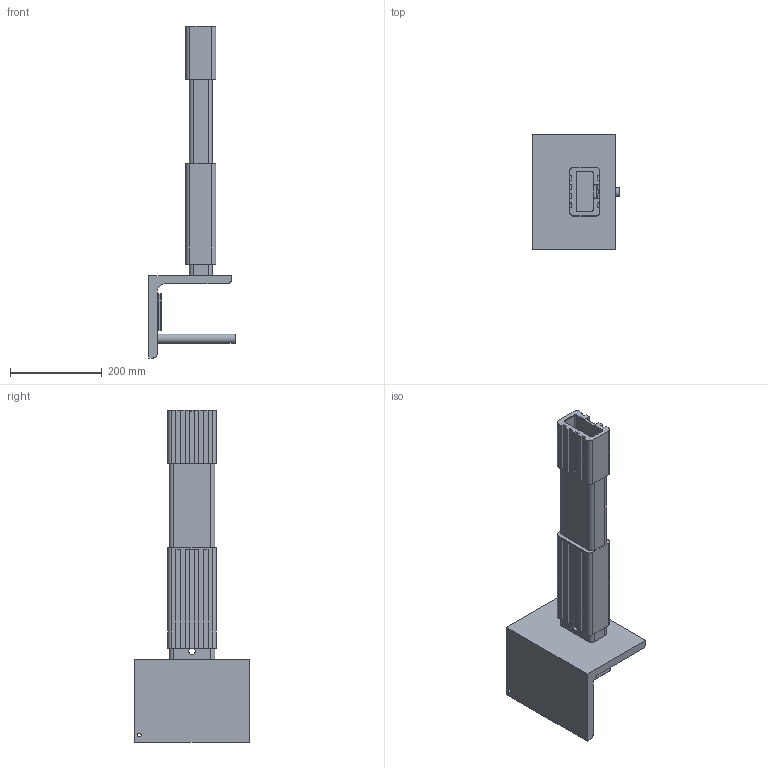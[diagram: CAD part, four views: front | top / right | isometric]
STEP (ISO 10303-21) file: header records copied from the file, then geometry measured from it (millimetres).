
FILE_DESCRIPTION(/* description */ (''),/* implementation_level */ '2;1');
FILE_NAME(/* name */ 'BWC 55-740-2-V komplett innerrør med vinkel.stp',/* time_stamp */ '2020-09-29T10:34:56+02:00',/* author */ ('Bruker'),/* organization */ (''),/* preprocessor_version */ 'ST-DEVELOPER v18.1',/* originating_system */ 'Autodesk Inventor 2021',/* authorisation */ '');
FILE_SCHEMA (('AUTOMOTIVE_DESIGN { 1 0 10303 214 3 1 1 }'));
Length unit declared in the file: millimetre
Products named in the file (8): BWC 40-740-2-V komplett innerrør med vinkel; BWC 40-740-2-V-1 innerrør; BWC 40-740-2-V-2 Vinkel; BWC 40-740-2-V-3 Rundtjern; BWC 40-740-2-V-5 Stålshims; BWC 40-740-2-V-6 Naturgummi shims; BWC Dempeboks L=220; BWC Dempeboks L=117 bunnende
Assembly tree (8 placements, depth 2):
  BWC 40-740-2-V komplett innerrør med vinkel
    BWC 40-740-2-V-1 innerrør
    BWC 40-740-2-V-2 Vinkel
    BWC 40-740-2-V-3 Rundtjern
    BWC 40-740-2-V-5 Stålshims
    BWC 40-740-2-V-6 Naturgummi shims  x2
    BWC Dempeboks L=220
    BWC Dempeboks L=117 bunnende
Bounding box: 188 x 250 x 725 mm (x, y, z)
Volume: 3149099.7 mm3; surface area: 831416.1 mm2
Topology: 8 solids, 8 shells, 175 faces, 483 edges, 320 vertices
Faces by surface type: plane 135, cylinder 40
Full cylindrical faces by diameter (mm): 8 x2, 14 x2, 20 x1
Entity records: 5799 total; most frequent: CARTESIAN_POINT 1033, ORIENTED_EDGE 944, DIRECTION 919, EDGE_CURVE 472, LINE 387, VECTOR 387, VERTEX_POINT 312, AXIS2_PLACEMENT_3D 266
